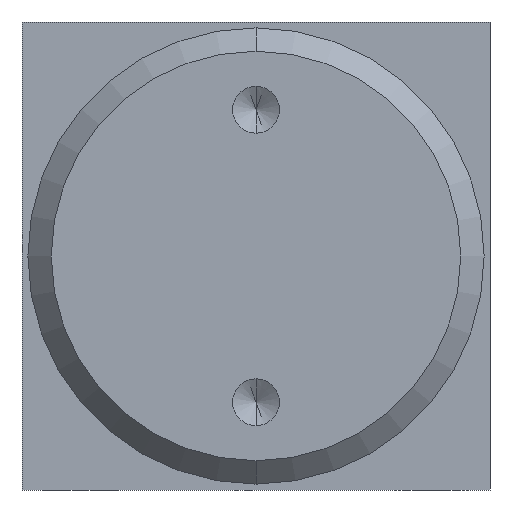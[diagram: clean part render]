
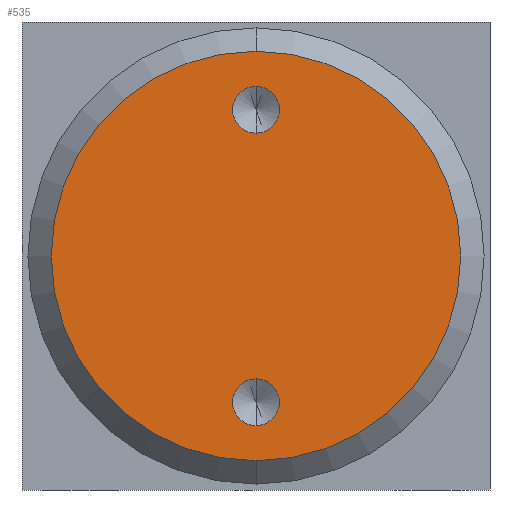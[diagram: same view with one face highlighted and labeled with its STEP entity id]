
A CAD part, front view. The second image highlights one B-rep face of the part: STEP entity #535.
In plain terms, the highlighted planar face has unit normal (0, -1, 0).
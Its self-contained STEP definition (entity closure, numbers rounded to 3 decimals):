
#194 = EDGE_CURVE ( 'NONE', #195, #196, #1144, .T. ) ;
#195 = VERTEX_POINT ( 'NONE', #1140 ) ;
#196 = VERTEX_POINT ( 'NONE', #1139 ) ;
#220 = VERTEX_POINT ( 'NONE', #1183 ) ;
#222 = EDGE_CURVE ( 'NONE', #220, #223, #1240, .T. ) ;
#223 = VERTEX_POINT ( 'NONE', #1235 ) ;
#229 = VERTEX_POINT ( 'NONE', #1230 ) ;
#231 = EDGE_CURVE ( 'NONE', #229, #232, #1229, .T. ) ;
#232 = VERTEX_POINT ( 'NONE', #1224 ) ;
#319 = EDGE_CURVE ( 'NONE', #223, #220, #1309, .T. ) ;
#320 = ORIENTED_EDGE ( 'NONE', *, *, #222, .F. ) ;
#321 = EDGE_LOOP ( 'NONE', ( #322, #324 ) ) ;
#322 = ORIENTED_EDGE ( 'NONE', *, *, #323, .F. ) ;
#323 = EDGE_CURVE ( 'NONE', #232, #229, #1331, .T. ) ;
#324 = ORIENTED_EDGE ( 'NONE', *, *, #231, .F. ) ;
#325 = EDGE_LOOP ( 'NONE', ( #326, #328 ) ) ;
#326 = ORIENTED_EDGE ( 'NONE', *, *, #327, .T. ) ;
#327 = EDGE_CURVE ( 'NONE', #196, #195, #1326, .T. ) ;
#328 = ORIENTED_EDGE ( 'NONE', *, *, #194, .T. ) ;
#535 = ADVANCED_FACE ( 'NONE', ( #1657, #1656, #1655 ), #1654, .T. ) ;
#536 = EDGE_LOOP ( 'NONE', ( #537, #320 ) ) ;
#537 = ORIENTED_EDGE ( 'NONE', *, *, #319, .F. ) ;
#1139 = CARTESIAN_POINT ( 'NONE',  ( -20., -4.5, 37.5 ) ) ;
#1140 = CARTESIAN_POINT ( 'NONE',  ( -20., -4.5, 2.5 ) ) ;
#1141 = DIRECTION ( 'NONE',  ( 1., 0., 0. ) ) ;
#1142 = DIRECTION ( 'NONE',  ( 0., -1., 0. ) ) ;
#1143 = AXIS2_PLACEMENT_3D ( 'NONE', #1148, #1142, #1141 ) ;
#1144 = CIRCLE ( 'NONE', #1143, 17.5 ) ;
#1148 = CARTESIAN_POINT ( 'NONE',  ( -20., -4.5, 20. ) ) ;
#1183 = CARTESIAN_POINT ( 'NONE',  ( -20., -4.5, 9.5 ) ) ;
#1224 = CARTESIAN_POINT ( 'NONE',  ( -20., -4.5, 30.5 ) ) ;
#1225 = DIRECTION ( 'NONE',  ( 0., 0., -1. ) ) ;
#1226 = DIRECTION ( 'NONE',  ( 0., -1., 0. ) ) ;
#1227 = CARTESIAN_POINT ( 'NONE',  ( -20., -4.5, 32.5 ) ) ;
#1228 = AXIS2_PLACEMENT_3D ( 'NONE', #1227, #1226, #1225 ) ;
#1229 = CIRCLE ( 'NONE', #1228, 2. ) ;
#1230 = CARTESIAN_POINT ( 'NONE',  ( -20., -4.5, 34.5 ) ) ;
#1235 = CARTESIAN_POINT ( 'NONE',  ( -20., -4.5, 5.5 ) ) ;
#1236 = DIRECTION ( 'NONE',  ( 0., 0., -1. ) ) ;
#1237 = DIRECTION ( 'NONE',  ( 0., -1., 0. ) ) ;
#1238 = CARTESIAN_POINT ( 'NONE',  ( -20., -4.5, 7.5 ) ) ;
#1239 = AXIS2_PLACEMENT_3D ( 'NONE', #1238, #1237, #1236 ) ;
#1240 = CIRCLE ( 'NONE', #1239, 2. ) ;
#1305 = DIRECTION ( 'NONE',  ( 0., 0., -1. ) ) ;
#1306 = DIRECTION ( 'NONE',  ( 0., -1., 0. ) ) ;
#1307 = CARTESIAN_POINT ( 'NONE',  ( -20., -4.5, 7.5 ) ) ;
#1308 = AXIS2_PLACEMENT_3D ( 'NONE', #1307, #1306, #1305 ) ;
#1309 = CIRCLE ( 'NONE', #1308, 2. ) ;
#1323 = DIRECTION ( 'NONE',  ( 1., 0., 0. ) ) ;
#1324 = DIRECTION ( 'NONE',  ( 0., -1., 0. ) ) ;
#1325 = AXIS2_PLACEMENT_3D ( 'NONE', #1332, #1324, #1323 ) ;
#1326 = CIRCLE ( 'NONE', #1325, 17.5 ) ;
#1327 = DIRECTION ( 'NONE',  ( 0., 0., -1. ) ) ;
#1328 = DIRECTION ( 'NONE',  ( 0., -1., 0. ) ) ;
#1329 = CARTESIAN_POINT ( 'NONE',  ( -20., -4.5, 32.5 ) ) ;
#1330 = AXIS2_PLACEMENT_3D ( 'NONE', #1329, #1328, #1327 ) ;
#1331 = CIRCLE ( 'NONE', #1330, 2. ) ;
#1332 = CARTESIAN_POINT ( 'NONE',  ( -20., -4.5, 20. ) ) ;
#1650 = DIRECTION ( 'NONE',  ( 1., 0., 0. ) ) ;
#1651 = DIRECTION ( 'NONE',  ( 0., -1., 0. ) ) ;
#1652 = CARTESIAN_POINT ( 'NONE',  ( -20., -4.5, 20. ) ) ;
#1653 = AXIS2_PLACEMENT_3D ( 'NONE', #1652, #1651, #1650 ) ;
#1654 = PLANE ( 'NONE',  #1653 ) ;
#1655 = FACE_OUTER_BOUND ( 'NONE', #325, .T. ) ;
#1656 = FACE_BOUND ( 'NONE', #321, .T. ) ;
#1657 = FACE_BOUND ( 'NONE', #536, .T. ) ;
